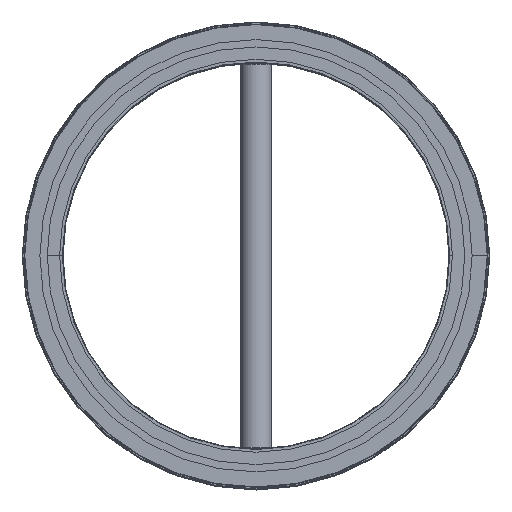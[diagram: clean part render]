
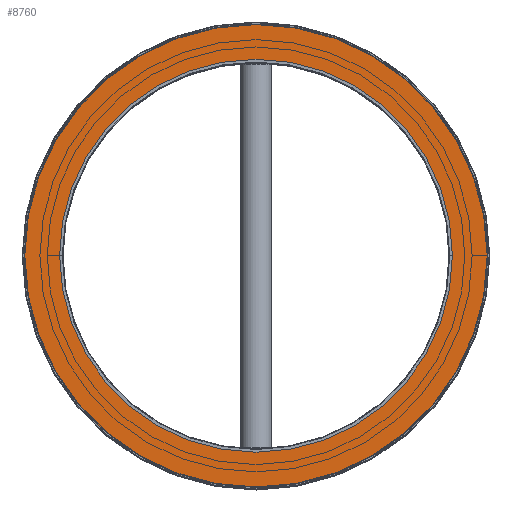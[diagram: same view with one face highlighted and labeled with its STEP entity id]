
A CAD part, top view. The second image highlights one B-rep face of the part: STEP entity #8760.
In plain terms, the highlighted planar face has unit normal (0, 0, 1).
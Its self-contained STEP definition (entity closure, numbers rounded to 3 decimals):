
#8698=CARTESIAN_POINT('',(627.5,0.,0.9));
#8699=VERTEX_POINT('',#8698);
#8700=CARTESIAN_POINT('',(0.0,0.0,0.9));
#8701=DIRECTION('',(0.0,0.0,-1.0));
#8702=DIRECTION('',(-1.0,0.0,0.0));
#8703=AXIS2_PLACEMENT_3D('',#8700,#8701,#8702);
#8704=CIRCLE('',#8703,627.5);
#8705=EDGE_CURVE('',#8699,#8699,#8704,.T.);
#8726=CARTESIAN_POINT('',(755.0,0.,0.9));
#8727=VERTEX_POINT('',#8726);
#8728=CARTESIAN_POINT('',(0.0,0.0,0.9));
#8729=DIRECTION('',(0.0,0.0,-1.0));
#8730=DIRECTION('',(-1.0,0.0,0.0));
#8731=AXIS2_PLACEMENT_3D('',#8728,#8729,#8730);
#8732=CIRCLE('',#8731,755.0);
#8733=EDGE_CURVE('',#8727,#8727,#8732,.T.);
#8749=CARTESIAN_POINT('',(0.0,0.0,0.9));
#8750=DIRECTION('',(0.0,0.0,-1.0));
#8751=DIRECTION('',(-1.0,0.0,0.0));
#8752=AXIS2_PLACEMENT_3D('',#8749,#8750,#8751);
#8753=PLANE('',#8752);
#8754=ORIENTED_EDGE('',*,*,#8733,.F.);
#8755=EDGE_LOOP('',(#8754));
#8756=FACE_OUTER_BOUND('',#8755,.T.);
#8757=ORIENTED_EDGE('',*,*,#8705,.T.);
#8758=EDGE_LOOP('',(#8757));
#8759=FACE_BOUND('',#8758,.T.);
#8760=ADVANCED_FACE('',(#8756,#8759),#8753,.F.);
